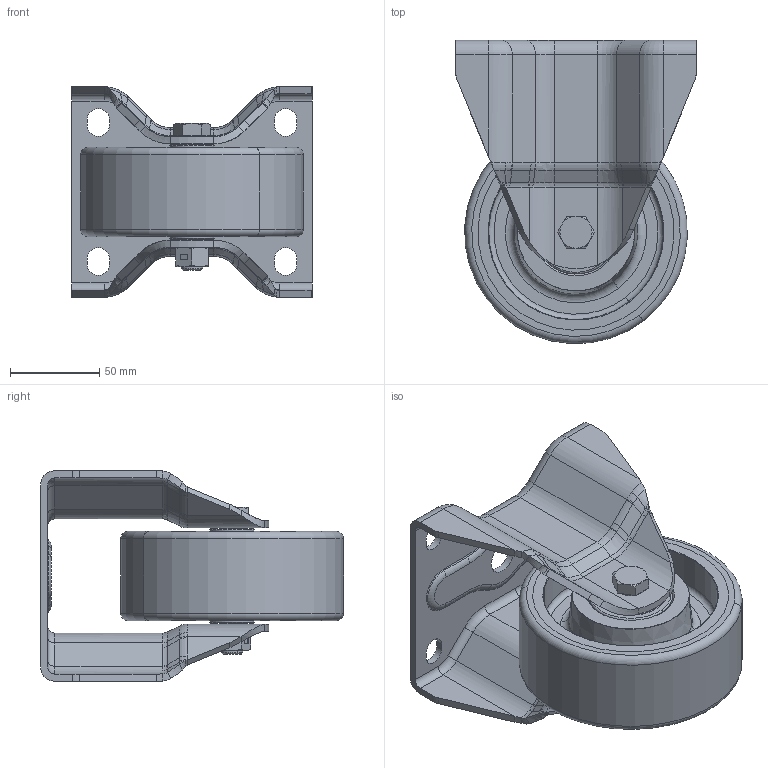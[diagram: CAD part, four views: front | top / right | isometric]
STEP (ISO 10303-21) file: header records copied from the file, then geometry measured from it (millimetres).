
FILE_DESCRIPTION (( 'STEP AP214' ), '1' );
FILE_NAME ('0047379_B-IHB-PUZG-125-K_(A-01).step', '2019-08-05T10:45:29', ( '' ), ( '' ), 'SwSTEP 2.0', 'SolidWorks 2018', '' );
FILE_SCHEMA (( 'AUTOMOTIVE_DESIGN' ));
Length unit declared in the file: millimetre
Products named in the file (1): 0047379_B-IHB-PUZG-125-K_(A-01)
Bounding box: 135 x 169.93 x 118 mm (x, y, z)
Surface area: 193696.9 mm2 (no closed solid volume)
Topology: 0 solids, 14 shells, 576 faces, 1298 edges, 756 vertices
Faces by surface type: bspline 160, cylinder 156, plane 126, torus 78, cone 56
Entity records: 26558 total; most frequent: CARTESIAN_POINT 8336, ORIENTED_EDGE 2564, DIRECTION 2277, EDGE_CURVE 1298, AXIS2_PLACEMENT_3D 917, VERTEX_POINT 756, EDGE_LOOP 620, UNCERTAINTY_MEASURE_WITH_UNIT 583
